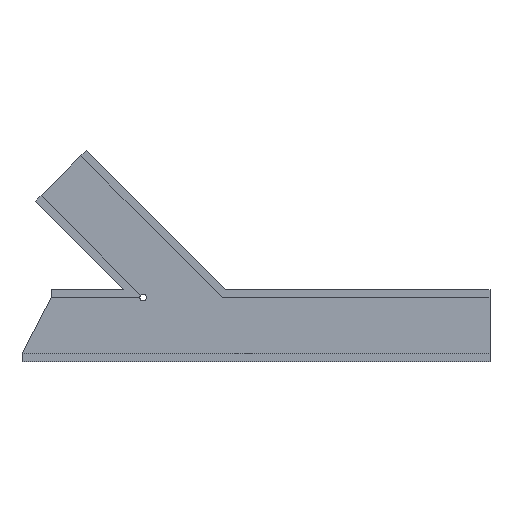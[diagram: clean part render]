
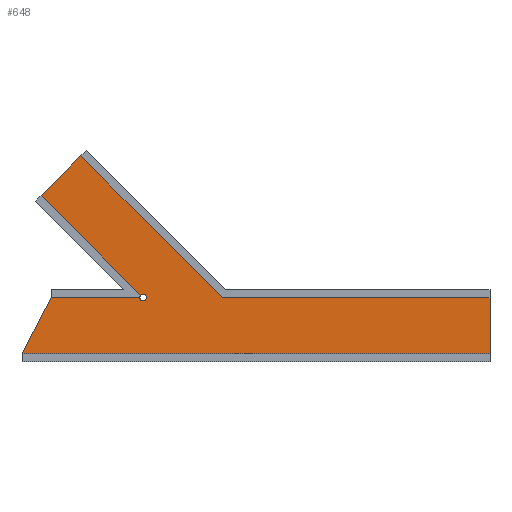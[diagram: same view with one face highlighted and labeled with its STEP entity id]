
A CAD part, front view. The second image highlights one B-rep face of the part: STEP entity #648.
In plain terms, the highlighted planar face has unit normal (0, -1, 0).
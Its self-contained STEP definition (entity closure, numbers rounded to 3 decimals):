
#97=CIRCLE('',#768,2.5);
#114=FACE_OUTER_BOUND('',#148,.T.);
#148=EDGE_LOOP('',(#495,#496,#497,#498,#499,#500,#501,#502,#503));
#172=LINE('',#1007,#246);
#176=LINE('',#1015,#250);
#179=LINE('',#1021,#253);
#182=LINE('',#1027,#256);
#185=LINE('',#1033,#259);
#189=LINE('',#1045,#263);
#192=LINE('',#1051,#266);
#195=LINE('',#1056,#269);
#246=VECTOR('',#822,10.);
#250=VECTOR('',#828,10.);
#253=VECTOR('',#833,10.);
#256=VECTOR('',#838,10.);
#259=VECTOR('',#843,10.);
#263=VECTOR('',#855,10.);
#266=VECTOR('',#860,10.);
#269=VECTOR('',#865,10.);
#320=VERTEX_POINT('',#1005);
#321=VERTEX_POINT('',#1006);
#324=VERTEX_POINT('',#1014);
#326=VERTEX_POINT('',#1020);
#328=VERTEX_POINT('',#1026);
#330=VERTEX_POINT('',#1032);
#332=VERTEX_POINT('',#1038);
#334=VERTEX_POINT('',#1044);
#336=VERTEX_POINT('',#1050);
#372=EDGE_CURVE('',#320,#321,#172,.T.);
#376=EDGE_CURVE('',#324,#320,#176,.T.);
#379=EDGE_CURVE('',#326,#324,#179,.T.);
#382=EDGE_CURVE('',#328,#326,#182,.T.);
#385=EDGE_CURVE('',#330,#328,#185,.T.);
#388=EDGE_CURVE('',#332,#330,#97,.T.);
#391=EDGE_CURVE('',#334,#332,#189,.T.);
#394=EDGE_CURVE('',#336,#334,#192,.T.);
#397=EDGE_CURVE('',#321,#336,#195,.T.);
#495=ORIENTED_EDGE('',*,*,#397,.F.);
#496=ORIENTED_EDGE('',*,*,#372,.F.);
#497=ORIENTED_EDGE('',*,*,#376,.F.);
#498=ORIENTED_EDGE('',*,*,#379,.F.);
#499=ORIENTED_EDGE('',*,*,#382,.F.);
#500=ORIENTED_EDGE('',*,*,#385,.F.);
#501=ORIENTED_EDGE('',*,*,#388,.F.);
#502=ORIENTED_EDGE('',*,*,#391,.F.);
#503=ORIENTED_EDGE('',*,*,#394,.F.);
#615=PLANE('',#774);
#648=ADVANCED_FACE('',(#114),#615,.F.);
#768=AXIS2_PLACEMENT_3D('',#1039,#848,#849);
#774=AXIS2_PLACEMENT_3D('',#1059,#869,#870);
#822=DIRECTION('',(0.,0.,-1.));
#828=DIRECTION('',(1.,0.,0.));
#833=DIRECTION('',(0.707,0.,-0.707));
#838=DIRECTION('',(0.707,0.,0.707));
#843=DIRECTION('',(-0.707,0.,0.707));
#848=DIRECTION('center_axis',(0.,-1.,0.));
#849=DIRECTION('ref_axis',(0.707,0.,-0.707));
#855=DIRECTION('',(1.,0.,0.));
#860=DIRECTION('',(0.462,0.,0.887));
#865=DIRECTION('',(-1.,0.,0.));
#869=DIRECTION('center_axis',(0.,1.,0.));
#870=DIRECTION('ref_axis',(0.,0.,1.));
#1005=CARTESIAN_POINT('',(0.,0.,42.));
#1006=CARTESIAN_POINT('',(0.,0.,0.));
#1007=CARTESIAN_POINT('',(0.,0.,42.));
#1014=CARTESIAN_POINT('',(-200.,0.,42.));
#1015=CARTESIAN_POINT('',(-200.,0.,42.));
#1020=CARTESIAN_POINT('',(-306.066,0.,148.066));
#1021=CARTESIAN_POINT('',(-306.066,0.,148.066));
#1026=CARTESIAN_POINT('',(-335.765,0.,118.368));
#1027=CARTESIAN_POINT('',(-335.765,0.,118.368));
#1032=CARTESIAN_POINT('',(-261.165,0.,43.768));
#1033=CARTESIAN_POINT('',(-261.165,0.,43.768));
#1038=CARTESIAN_POINT('',(-261.897,0.,42.));
#1039=CARTESIAN_POINT('Origin',(-259.397,0.,42.));
#1044=CARTESIAN_POINT('',(-328.136,0.,42.));
#1045=CARTESIAN_POINT('',(-328.136,0.,42.));
#1050=CARTESIAN_POINT('',(-350.,0.,0.));
#1051=CARTESIAN_POINT('',(-350.,0.,0.));
#1056=CARTESIAN_POINT('',(0.,0.,0.));
#1059=CARTESIAN_POINT('Origin',(-199.762,0.,41.339));
